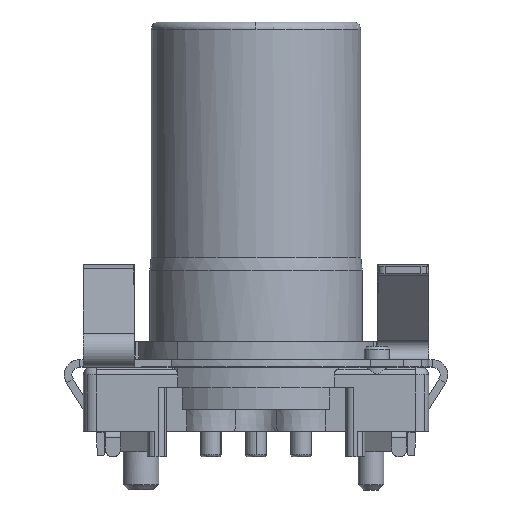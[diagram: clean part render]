
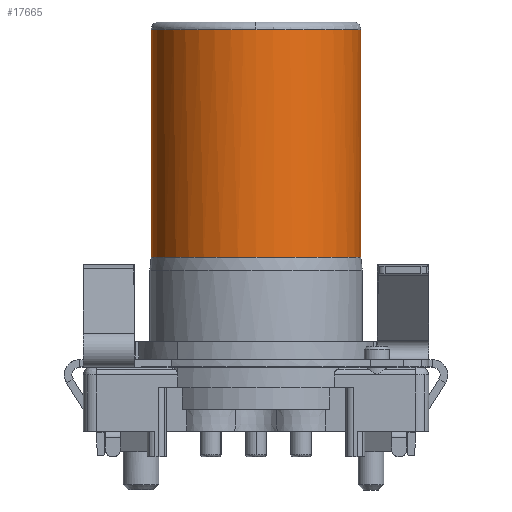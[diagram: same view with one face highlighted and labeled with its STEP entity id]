
A CAD part, front view. The second image highlights one B-rep face of the part: STEP entity #17665.
In plain terms, the highlighted cylindrical face has radius 4.1 mm (diameter 8.2 mm), a partial arc.
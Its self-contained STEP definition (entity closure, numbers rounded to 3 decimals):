
#15616=AXIS2_PLACEMENT_3D('Circle Axis2P3D',#15614,#15615,$) ;
#17624=AXIS2_PLACEMENT_3D('Cylinder Axis2P3D',#17621,#17622,#17623) ;
#15604=CARTESIAN_POINT('Vertex',(3.397,5.7,9.1)) ;
#15611=CARTESIAN_POINT('Vertex',(11.597,5.7,9.1)) ;
#15614=CARTESIAN_POINT('Axis2P3D Location',(7.497,5.7,9.1)) ;
#17621=CARTESIAN_POINT('Axis2P3D Location',(7.497,5.7,5.8)) ;
#17626=CARTESIAN_POINT('Line Origine',(11.597,5.7,5.8)) ;
#17630=CARTESIAN_POINT('Vertex',(11.597,5.7,18.)) ;
#17634=CARTESIAN_POINT('Control Point',(7.497,1.6,18.)) ;
#17635=CARTESIAN_POINT('Control Point',(8.785,1.6,18.)) ;
#17636=CARTESIAN_POINT('Control Point',(10.074,2.104,18.)) ;
#17637=CARTESIAN_POINT('Control Point',(11.093,3.123,18.)) ;
#17638=CARTESIAN_POINT('Control Point',(11.597,4.412,18.)) ;
#17639=CARTESIAN_POINT('Control Point',(11.597,5.7,18.)) ;
#17640=CARTESIAN_POINT('Vertex',(7.497,1.6,18.)) ;
#17644=CARTESIAN_POINT('Control Point',(3.397,5.7,18.)) ;
#17645=CARTESIAN_POINT('Control Point',(3.397,4.412,18.)) ;
#17646=CARTESIAN_POINT('Control Point',(3.901,3.123,18.)) ;
#17647=CARTESIAN_POINT('Control Point',(4.92,2.104,18.)) ;
#17648=CARTESIAN_POINT('Control Point',(6.209,1.6,18.)) ;
#17649=CARTESIAN_POINT('Control Point',(7.497,1.6,18.)) ;
#17650=CARTESIAN_POINT('Vertex',(3.397,5.7,18.)) ;
#17653=CARTESIAN_POINT('Line Origine',(3.397,5.7,5.8)) ;
#15615=DIRECTION('Axis2P3D Direction',(0.,0.,-1.)) ;
#17622=DIRECTION('Axis2P3D Direction',(0.,0.,1.)) ;
#17623=DIRECTION('Axis2P3D XDirection',(-1.,0.,0.)) ;
#17627=DIRECTION('Vector Direction',(0.,0.,1.)) ;
#17654=DIRECTION('Vector Direction',(0.,0.,1.)) ;
#17628=VECTOR('Line Direction',#17627,1.) ;
#17655=VECTOR('Line Direction',#17654,1.) ;
#17659=ORIENTED_EDGE('',*,*,#17632,.F.) ;
#17660=ORIENTED_EDGE('',*,*,#17642,.F.) ;
#17661=ORIENTED_EDGE('',*,*,#17652,.F.) ;
#17662=ORIENTED_EDGE('',*,*,#17657,.F.) ;
#17663=ORIENTED_EDGE('',*,*,#15618,.T.) ;
#17665=ADVANCED_FACE('Hauptkoerper',(#17664),#17625,.T.) ;
#17633=B_SPLINE_CURVE_WITH_KNOTS('',5,(#17634,#17635,#17636,#17637,#17638,#17639),.UNSPECIFIED.,.F.,.U.,(6,6),(0.,6.44),.UNSPECIFIED.) ;
#17643=B_SPLINE_CURVE_WITH_KNOTS('',5,(#17644,#17645,#17646,#17647,#17648,#17649),.UNSPECIFIED.,.F.,.U.,(6,6),(-6.44,0.),.UNSPECIFIED.) ;
#15617=CIRCLE('generated circle',#15616,4.1) ;
#17625=CYLINDRICAL_SURFACE('generated cylinder',#17624,4.1) ;
#15618=EDGE_CURVE('',#15605,#15612,#15617,.F.) ;
#17632=EDGE_CURVE('',#17631,#15612,#17629,.F.) ;
#17642=EDGE_CURVE('',#17641,#17631,#17633,.T.) ;
#17652=EDGE_CURVE('',#17651,#17641,#17643,.T.) ;
#17657=EDGE_CURVE('',#15605,#17651,#17656,.T.) ;
#17658=EDGE_LOOP('',(#17659,#17660,#17661,#17662,#17663)) ;
#17664=FACE_OUTER_BOUND('',#17658,.T.) ;
#17629=LINE('Line',#17626,#17628) ;
#17656=LINE('Line',#17653,#17655) ;
#15605=VERTEX_POINT('',#15604) ;
#15612=VERTEX_POINT('',#15611) ;
#17631=VERTEX_POINT('',#17630) ;
#17641=VERTEX_POINT('',#17640) ;
#17651=VERTEX_POINT('',#17650) ;
